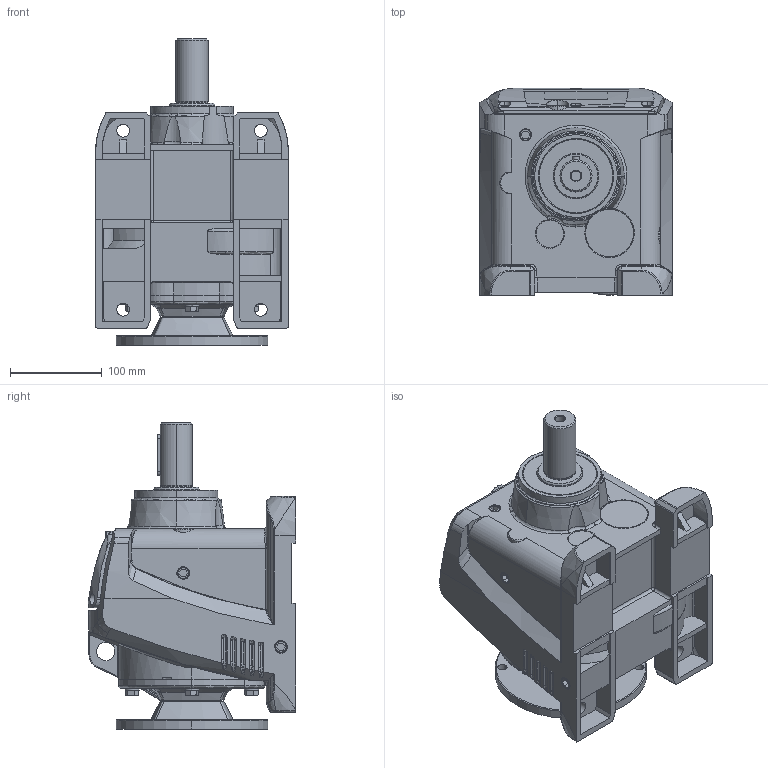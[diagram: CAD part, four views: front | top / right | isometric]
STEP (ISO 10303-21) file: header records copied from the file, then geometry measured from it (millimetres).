
FILE_DESCRIPTION (( 'STEP AP203' ), '1' );
FILE_NAME ('HGR-67-060-A.STEP', '2016-02-04T14:06:50', ( '' ), ( '' ), 'SwSTEP 2.0', 'SolidWorks 2015', '' );
FILE_SCHEMA (( 'CONFIG_CONTROL_DESIGN' ));
Length unit declared in the file: inch
Products named in the file (1): HGR-67-060-A
Bounding box: 210 x 225.78 x 333.5 mm (x, y, z)
Volume: 6708771.7 mm3; surface area: 514613.5 mm2
Topology: 16 solids, 16 shells, 1073 faces, 2761 edges, 1744 vertices
Faces by surface type: plane 356, bspline 287, cylinder 279, cone 97, torus 36, sphere 18
Entity records: 65417 total; most frequent: CARTESIAN_POINT 42136, ORIENTED_EDGE 5472, DIRECTION 3826, EDGE_CURVE 2736, VERTEX_POINT 1744, AXIS2_PLACEMENT_3D 1395, EDGE_LOOP 1154, FACE_OUTER_BOUND 1073
